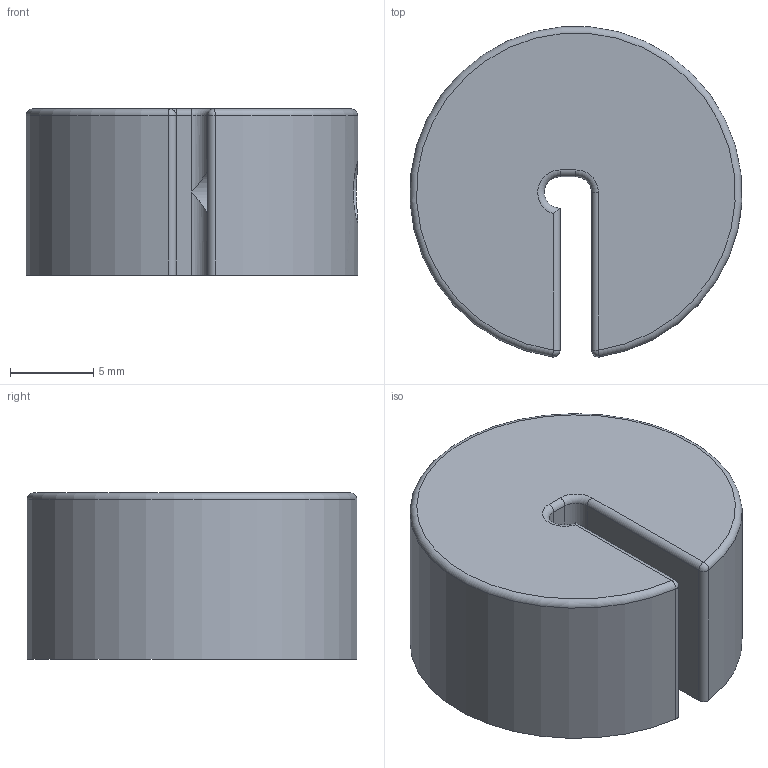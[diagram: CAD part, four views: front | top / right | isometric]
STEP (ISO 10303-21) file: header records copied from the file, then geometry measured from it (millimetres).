
FILE_DESCRIPTION(/* description */ (''),/* implementation_level */ '2;1');
FILE_NAME(/* name */ 'Clamp.step',/* time_stamp */ '2022-01-07T13:36:26+01:00',/* author */ (''),/* organization */ (''),/* preprocessor_version */ 'ST-DEVELOPER v18.1',/* originating_system */ 'Autodesk Translation Framework v10.10.0.1391',/* authorisation */ '');
FILE_SCHEMA (('AUTOMOTIVE_DESIGN { 1 0 10303 214 3 1 1 }'));
Length unit declared in the file: millimetre
Products named in the file (1): Clamp
Bounding box: 19.98 x 19.87 x 10 mm (x, y, z)
Volume: 2856 mm3; surface area: 1485.1 mm2
Topology: 1 solids, 1 shells, 21 faces, 49 edges, 29 vertices
Faces by surface type: cylinder 10, plane 5, torus 3, sphere 2, bspline 1
Full cylindrical faces by diameter (mm): 2.9 x1
Entity records: 805 total; most frequent: CARTESIAN_POINT 286, DIRECTION 107, ORIENTED_EDGE 98, EDGE_CURVE 49, AXIS2_PLACEMENT_3D 43, VERTEX_POINT 29, EDGE_LOOP 22, CIRCLE 22
